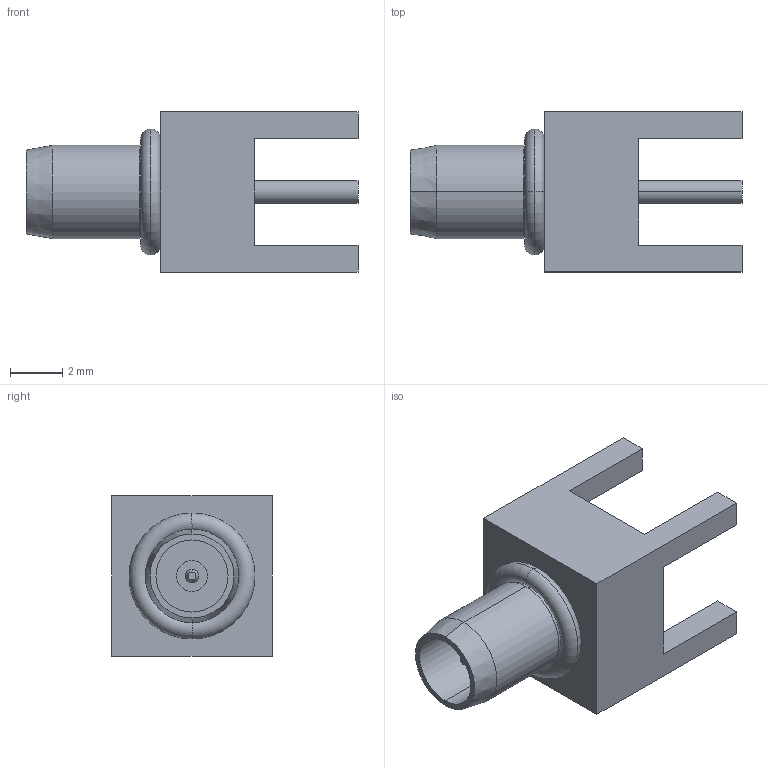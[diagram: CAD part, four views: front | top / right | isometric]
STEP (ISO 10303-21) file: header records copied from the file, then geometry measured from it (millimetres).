
FILE_DESCRIPTION (( 'STEP AP214' ), '1' );
FILE_NAME ('FMCN5139_3D.step', '2024-05-23T14:57:25', ( '' ), ( '' ), 'SwSTEP 2.0', 'SolidWorks 2022', '' );
FILE_SCHEMA (( 'AUTOMOTIVE_DESIGN' ));
Length unit declared in the file: millimetre
Products named in the file (1): FMCN5139_3D
Bounding box: 12.65 x 6.1 x 6.1 mm (x, y, z)
Volume: 182.4 mm3; surface area: 386.4 mm2
Topology: 3 solids, 3 shells, 45 faces, 100 edges, 64 vertices
Faces by surface type: plane 25, cylinder 12, cone 4, torus 4
Entity records: 1313 total; most frequent: DIRECTION 228, CARTESIAN_POINT 210, ORIENTED_EDGE 200, EDGE_CURVE 100, AXIS2_PLACEMENT_3D 82, VECTOR 64, VERTEX_POINT 64, LINE 64
